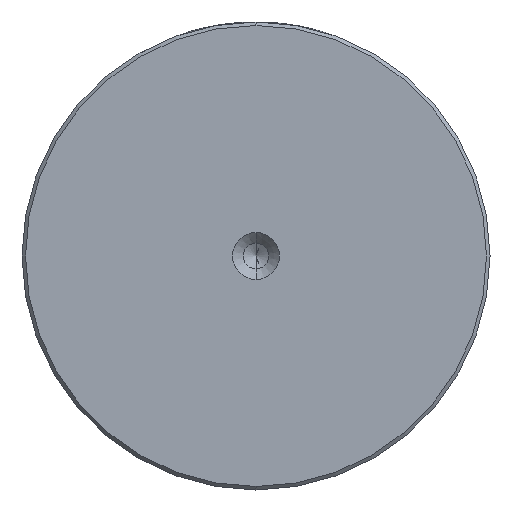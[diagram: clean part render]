
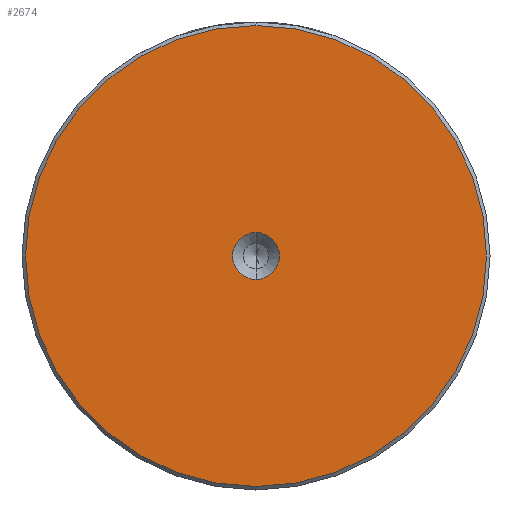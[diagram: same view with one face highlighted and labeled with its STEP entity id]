
A CAD part, left-side view. The second image highlights one B-rep face of the part: STEP entity #2674.
In plain terms, the highlighted planar face has unit normal (-1, 0, 0).
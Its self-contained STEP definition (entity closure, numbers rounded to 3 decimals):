
#4 = EDGE_CURVE ( 'NONE', #1518, #455, #2063, .T. ) ;
#18 = CARTESIAN_POINT ( 'NONE',  ( 0., 0., 32.5 ) ) ;
#22 = FACE_BOUND ( 'NONE', #2408, .T. ) ;
#55 = PLANE ( 'NONE',  #1993 ) ;
#72 = CARTESIAN_POINT ( 'NONE',  ( 0., 0., 0. ) ) ;
#148 = CARTESIAN_POINT ( 'NONE',  ( 0., 0., 0. ) ) ;
#188 = CARTESIAN_POINT ( 'NONE',  ( 0., 0., 3.3 ) ) ;
#218 = DIRECTION ( 'NONE',  ( 0., 0., 1. ) ) ;
#287 = CARTESIAN_POINT ( 'NONE',  ( 0., 0., -32.5 ) ) ;
#361 = AXIS2_PLACEMENT_3D ( 'NONE', #148, #1744, #374 ) ;
#374 = DIRECTION ( 'NONE',  ( 0., 0., 1. ) ) ;
#385 = DIRECTION ( 'NONE',  ( -1., 0., 0. ) ) ;
#418 = ORIENTED_EDGE ( 'NONE', *, *, #4, .F. ) ;
#455 = VERTEX_POINT ( 'NONE', #188 ) ;
#458 = EDGE_CURVE ( 'NONE', #455, #1518, #684, .T. ) ;
#474 = VERTEX_POINT ( 'NONE', #287 ) ;
#615 = CARTESIAN_POINT ( 'NONE',  ( 0., 0., 0. ) ) ;
#684 = CIRCLE ( 'NONE', #2791, 3.3 ) ;
#819 = DIRECTION ( 'NONE',  ( 0., 0., 1. ) ) ;
#994 = DIRECTION ( 'NONE',  ( -1., 0., 0. ) ) ;
#1017 = EDGE_CURVE ( 'NONE', #1610, #474, #1144, .T. ) ;
#1144 = CIRCLE ( 'NONE', #1578, 32.5 ) ;
#1160 = FACE_OUTER_BOUND ( 'NONE', #1353, .T. ) ;
#1225 = AXIS2_PLACEMENT_3D ( 'NONE', #72, #385, #218 ) ;
#1237 = EDGE_CURVE ( 'NONE', #474, #1610, #1855, .T. ) ;
#1353 = EDGE_LOOP ( 'NONE', ( #2372, #1474 ) ) ;
#1442 = DIRECTION ( 'NONE',  ( 0., 0., 1. ) ) ;
#1474 = ORIENTED_EDGE ( 'NONE', *, *, #1017, .T. ) ;
#1518 = VERTEX_POINT ( 'NONE', #2024 ) ;
#1578 = AXIS2_PLACEMENT_3D ( 'NONE', #615, #2178, #819 ) ;
#1610 = VERTEX_POINT ( 'NONE', #18 ) ;
#1652 = DIRECTION ( 'NONE',  ( -1., 0., 0. ) ) ;
#1674 = CARTESIAN_POINT ( 'NONE',  ( 0., 0., 0. ) ) ;
#1744 = DIRECTION ( 'NONE',  ( -1., 0., 0. ) ) ;
#1855 = CIRCLE ( 'NONE', #361, 32.5 ) ;
#1993 = AXIS2_PLACEMENT_3D ( 'NONE', #2345, #994, #2562 ) ;
#2024 = CARTESIAN_POINT ( 'NONE',  ( 0., 0., -3.3 ) ) ;
#2053 = ORIENTED_EDGE ( 'NONE', *, *, #458, .F. ) ;
#2063 = CIRCLE ( 'NONE', #1225, 3.3 ) ;
#2178 = DIRECTION ( 'NONE',  ( -1., 0., 0. ) ) ;
#2345 = CARTESIAN_POINT ( 'NONE',  ( 0., 0., 0. ) ) ;
#2372 = ORIENTED_EDGE ( 'NONE', *, *, #1237, .T. ) ;
#2408 = EDGE_LOOP ( 'NONE', ( #2053, #418 ) ) ;
#2562 = DIRECTION ( 'NONE',  ( 0., 0., 1. ) ) ;
#2674 = ADVANCED_FACE ( 'NONE', ( #1160, #22 ), #55, .T. ) ;
#2791 = AXIS2_PLACEMENT_3D ( 'NONE', #1674, #1652, #1442 ) ;
